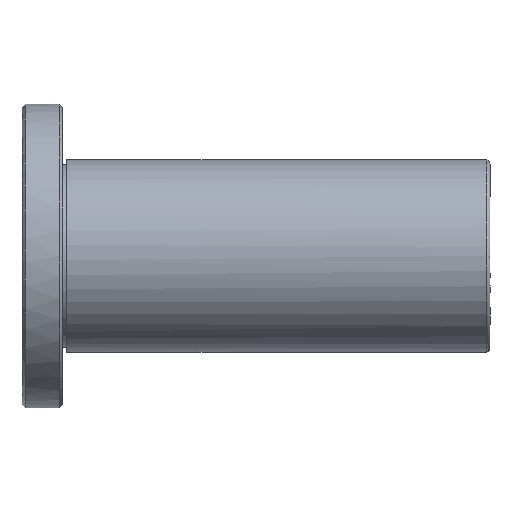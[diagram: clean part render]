
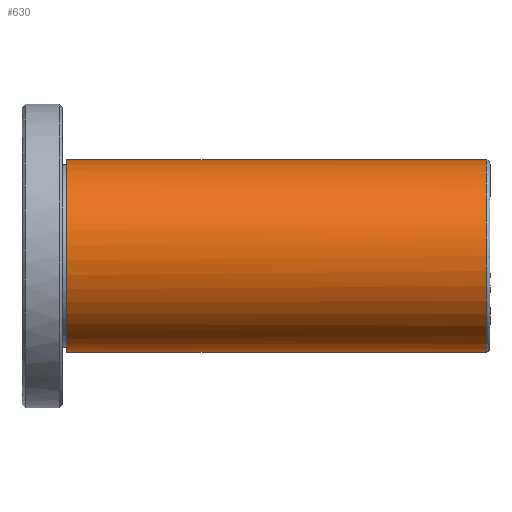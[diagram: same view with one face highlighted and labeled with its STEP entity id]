
A CAD part, top view. The second image highlights one B-rep face of the part: STEP entity #630.
In plain terms, the highlighted free-form (B-spline) face has degree [3, 1] with [7, 2] control points.
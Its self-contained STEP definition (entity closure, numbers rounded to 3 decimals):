
#10 = CARTESIAN_POINT ('', (149.75, 31., 0.));
#20 = VERTEX_POINT ('', #10);
#30 = CARTESIAN_POINT ('', (149.75, 0., 31.));
#40 = VERTEX_POINT ('', #30);
#50 = CARTESIAN_POINT ('', (149.75, 31., 0.));
#60 = CARTESIAN_POINT ('', (149.75, 31., 20.667));
#70 = CARTESIAN_POINT ('', (149.75, 15.5, 31.));
#80 = CARTESIAN_POINT ('', (149.75, 0., 31.));
#90 = (
   BOUNDED_CURVE ()
   B_SPLINE_CURVE (3, (#50, #60, #70, #80), .UNSPECIFIED., .F., .U.)
   B_SPLINE_CURVE_WITH_KNOTS ((4, 4), (0., 1.), .UNSPECIFIED.)
   CURVE ()
   GEOMETRIC_REPRESENTATION_ITEM ()
   RATIONAL_B_SPLINE_CURVE ((0.478, 0.478, 0.638, 0.957))
   REPRESENTATION_ITEM ('')
);
#100 = EDGE_CURVE ('', #20, #40, #90, .T.);
#110 = ORIENTED_EDGE ('', *, *, #100, .F.);
#120 = CARTESIAN_POINT ('', (14.5, 31., 0.));
#130 = VERTEX_POINT ('', #120);
#140 = CARTESIAN_POINT ('', (149.75, 31., 0.));
#150 = CARTESIAN_POINT ('', (14.5, 31., 0.));
#160 = B_SPLINE_CURVE_WITH_KNOTS ('', 1, (#140, #150), .UNSPECIFIED., .F., .U., (2, 2), (0., 1.), .UNSPECIFIED.);
#170 = EDGE_CURVE ('', #20, #130, #160, .T.);
#180 = ORIENTED_EDGE ('', *, *, #170, .T.);
#190 = CARTESIAN_POINT ('', (14.5, -31., 0.));
#200 = VERTEX_POINT ('', #190);
#210 = CARTESIAN_POINT ('', (14.5, 31., 0.));
#220 = CARTESIAN_POINT ('', (14.5, 31., 62.));
#230 = CARTESIAN_POINT ('', (14.5, -31., 62.));
#240 = CARTESIAN_POINT ('', (14.5, -31., 0.));
#250 = (
   BOUNDED_CURVE ()
   B_SPLINE_CURVE (3, (#210, #220, #230, #240), .UNSPECIFIED., .F., .U.)
   B_SPLINE_CURVE_WITH_KNOTS ((4, 4), (0., 1.), .UNSPECIFIED.)
   CURVE ()
   GEOMETRIC_REPRESENTATION_ITEM ()
   RATIONAL_B_SPLINE_CURVE ((1., 0.333, 0.333, 1.))
   REPRESENTATION_ITEM ('')
);
#260 = EDGE_CURVE ('', #130, #200, #250, .T.);
#270 = ORIENTED_EDGE ('', *, *, #260, .T.);
#280 = CARTESIAN_POINT ('', (14.5, -31., 0.));
#290 = CARTESIAN_POINT ('', (14.5, -31., -62.));
#300 = CARTESIAN_POINT ('', (14.5, 31., -62.));
#310 = CARTESIAN_POINT ('', (14.5, 31., 0.));
#320 = (
   BOUNDED_CURVE ()
   B_SPLINE_CURVE (3, (#280, #290, #300, #310), .UNSPECIFIED., .F., .U.)
   B_SPLINE_CURVE_WITH_KNOTS ((4, 4), (0., 1.), .UNSPECIFIED.)
   CURVE ()
   GEOMETRIC_REPRESENTATION_ITEM ()
   RATIONAL_B_SPLINE_CURVE ((1., 0.333, 0.333, 1.))
   REPRESENTATION_ITEM ('')
);
#330 = EDGE_CURVE ('', #200, #130, #320, .T.);
#340 = ORIENTED_EDGE ('', *, *, #330, .T.);
#350 = ORIENTED_EDGE ('', *, *, #170, .F.);
#360 = CARTESIAN_POINT ('', (149.75, 0., 31.));
#370 = CARTESIAN_POINT ('', (149.75, -62., 31.));
#380 = CARTESIAN_POINT ('', (149.75, -62., -31.));
#390 = CARTESIAN_POINT ('', (149.75, 0., -31.));
#400 = CARTESIAN_POINT ('', (149.75, 15.5, -31.));
#410 = CARTESIAN_POINT ('', (149.75, 31., -20.667));
#420 = CARTESIAN_POINT ('', (149.75, 31., 0.));
#430 = (
   BOUNDED_CURVE ()
   B_SPLINE_CURVE (3, (#360, #370, #380, #390, #400, #410, #420), .UNSPECIFIED., .F., .U.)
   B_SPLINE_CURVE_WITH_KNOTS ((4, 3, 4), (0., 0.667, 1.), .UNSPECIFIED.)
   CURVE ()
   GEOMETRIC_REPRESENTATION_ITEM ()
   RATIONAL_B_SPLINE_CURVE ((0.957, 0.319, 0.319, 0.957, 0.638, 0.478, 0.478))
   REPRESENTATION_ITEM ('')
);
#440 = EDGE_CURVE ('', #40, #20, #430, .T.);
#450 = ORIENTED_EDGE ('', *, *, #440, .F.);
#460 = EDGE_LOOP ('', (#110, #180, #270, #340, #350, #450));
#470 = FACE_OUTER_BOUND ('', #460, .T.);
#480 = CARTESIAN_POINT ('', (14.5, 31., 0.));
#490 = CARTESIAN_POINT ('', (149.75, 31., 0.));
#500 = CARTESIAN_POINT ('', (14.5, 31., 62.));
#510 = CARTESIAN_POINT ('', (149.75, 31., 62.));
#520 = CARTESIAN_POINT ('', (14.5, -31., 62.));
#530 = CARTESIAN_POINT ('', (149.75, -31., 62.));
#540 = CARTESIAN_POINT ('', (14.5, -31., 0.));
#550 = CARTESIAN_POINT ('', (149.75, -31., 0.));
#560 = CARTESIAN_POINT ('', (14.5, -31., -62.));
#570 = CARTESIAN_POINT ('', (149.75, -31., -62.));
#580 = CARTESIAN_POINT ('', (14.5, 31., -62.));
#590 = CARTESIAN_POINT ('', (149.75, 31., -62.));
#600 = CARTESIAN_POINT ('', (14.5, 31., 0.));
#610 = CARTESIAN_POINT ('', (149.75, 31., 0.));
#620 = (
   BOUNDED_SURFACE ()
   B_SPLINE_SURFACE (3, 1, ((#480, #490), (#500, #510), (#520, #530), (#540, #550), (#560, #570), (#580, #590), (#600, #610)), .UNSPECIFIED., .T., .F., .U.)
   B_SPLINE_SURFACE_WITH_KNOTS ((4, 3, 4), (2, 2), (0., 0.5, 1.), (0., 1.), .UNSPECIFIED.)
   SURFACE ()
   GEOMETRIC_REPRESENTATION_ITEM ()
   RATIONAL_B_SPLINE_SURFACE (((1., 1.), (0.333, 0.333), (0.333, 0.333), (1., 1.), (0.333, 0.333), (0.333, 0.333), (1., 1.)))
   REPRESENTATION_ITEM ('')
);
#630 = ADVANCED_FACE ('', (#470), #620, .T.);
